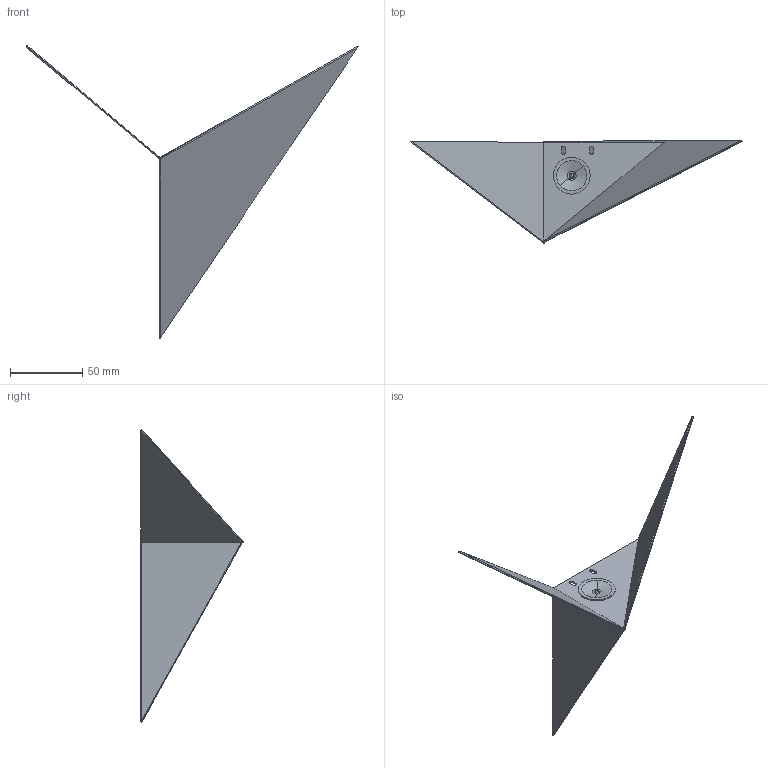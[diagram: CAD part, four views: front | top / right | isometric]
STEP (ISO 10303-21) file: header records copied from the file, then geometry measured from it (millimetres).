
FILE_DESCRIPTION(('CATIA V5 STEP Exchange','CAx-IF Rec.Pracs.--- Model Styling and Organization---1.4--- 2014-01-23','CAx-IF Rec.Pracs.---3D Tessellated Data Validation Properties---0.5---2014-09-14'),'2;1');
FILE_NAME('GW-9103.stp','2023-03-20T06:24:02+00:00',('none'),('none'),'CATIA Version 5-6 Release 2018','CATIA V5 STEP AP242','none');
FILE_SCHEMA(('AP242_MANAGED_MODEL_BASED_3D_ENGINEERING_MIM_LF {1 0 10303 442 1 1 4}'));
Length unit declared in the file: millimetre
Products named in the file (6): Product1; Part1; Part1.1; Part4; 光源.1; Part2
Assembly tree (5 placements, depth 2):
  Product1
    Part1
    Part1.1
    Part4
    光源.1
    Part2
Bounding box: 229.68 x 70.92 x 202.29 mm (x, y, z)
Volume: 30385.7 mm3; surface area: 50166.2 mm2
Topology: 5 solids, 5 shells, 103 faces, 249 edges, 161 vertices
Faces by surface type: plane 48, cylinder 45, cone 8, sphere 2
Entity records: 3081 total; most frequent: CARTESIAN_POINT 665, ORIENTED_EDGE 494, DIRECTION 408, EDGE_CURVE 247, AXIS2_PLACEMENT_3D 184, VERTEX_POINT 161, VECTOR 130, LINE 130
